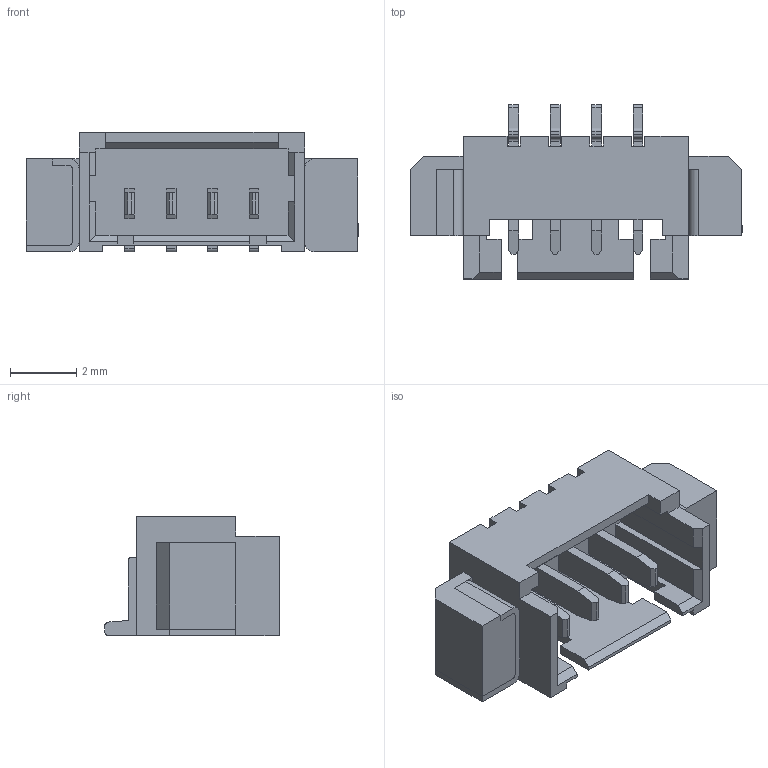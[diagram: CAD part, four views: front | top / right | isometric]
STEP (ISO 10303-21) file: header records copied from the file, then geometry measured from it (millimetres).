
FILE_DESCRIPTION (( 'STEP AP214' ), '1' );
FILE_NAME ('CONN-SMD_4P-P1.25_JXTCONN_DMX-4PWB-43.STEP', '2025-08-03T11:58:45', ( '' ), ( '' ), 'SwSTEP 2.0', 'SolidWorks 2020', '' );
FILE_SCHEMA (( 'AUTOMOTIVE_DESIGN' ));
Length unit declared in the file: millimetre
Products named in the file (1): CONN-SMD_4P-P1.25_JXTCONN_DMX-4PWB-43
Bounding box: 10.01 x 5.25 x 3.6 mm (x, y, z)
Volume: 62.4 mm3; surface area: 282.1 mm2
Topology: 2 solids, 2 shells, 440 faces, 1213 edges, 806 vertices
Faces by surface type: plane 306, bspline 98, cylinder 36
Entity records: 19261 total; most frequent: CARTESIAN_POINT 3766, ORIENTED_EDGE 2426, DIRECTION 1772, EDGE_CURVE 1213, LINE 940, VECTOR 940, VERTEX_POINT 806, EDGE_LOOP 469
